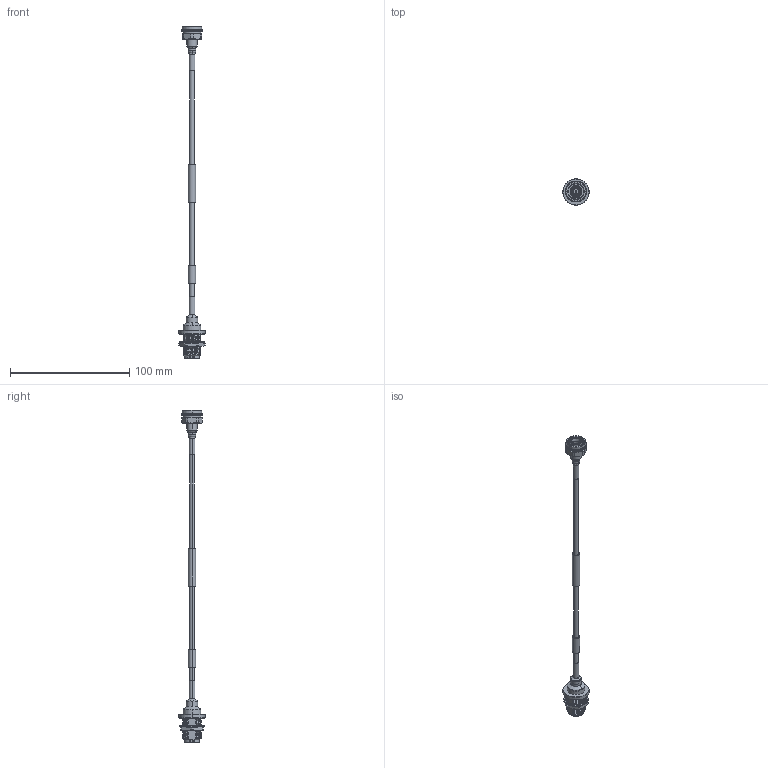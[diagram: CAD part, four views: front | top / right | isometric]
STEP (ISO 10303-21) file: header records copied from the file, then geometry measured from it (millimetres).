
FILE_DESCRIPTION (( 'STEP AP214' ), '1' );
FILE_NAME ('FMCA2529_3D.step', '2024-06-18T04:40:20', ( '' ), ( '' ), 'SwSTEP 2.0', 'SolidWorks 2022', '' );
FILE_SCHEMA (( 'AUTOMOTIVE_DESIGN' ));
Length unit declared in the file: inch
Products named in the file (5): TC-402-225M-LP-PE_3D^FMCA2529; Heat Shrink^FMCA2529; FMCA2529_3D; TC-402-NF-BH-LP-PE_3D^FMCA2529; TFT-5G-402^FMCA2529
Assembly tree (4 placements, depth 2):
  FMCA2529_3D
    TFT-5G-402^FMCA2529
    Heat Shrink^FMCA2529
    TC-402-225M-LP-PE_3D^FMCA2529
    TC-402-NF-BH-LP-PE_3D^FMCA2529
Bounding box: 22 x 22 x 278.6 mm (x, y, z)
Volume: 13049.2 mm3; surface area: 11311 mm2
Topology: 7 solids, 7 shells, 1622 faces, 4004 edges, 2429 vertices
Faces by surface type: bspline 831, cylinder 381, plane 294, cone 95, torus 21
Entity records: 104456 total; most frequent: CARTESIAN_POINT 76102, ORIENTED_EDGE 8004, EDGE_CURVE 4002, DIRECTION 3557, VERTEX_POINT 2429, EDGE_LOOP 1665, ADVANCED_FACE 1622, FACE_OUTER_BOUND 1622
